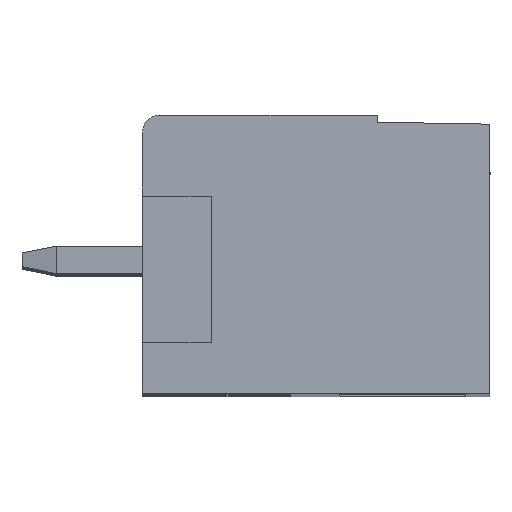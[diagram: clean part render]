
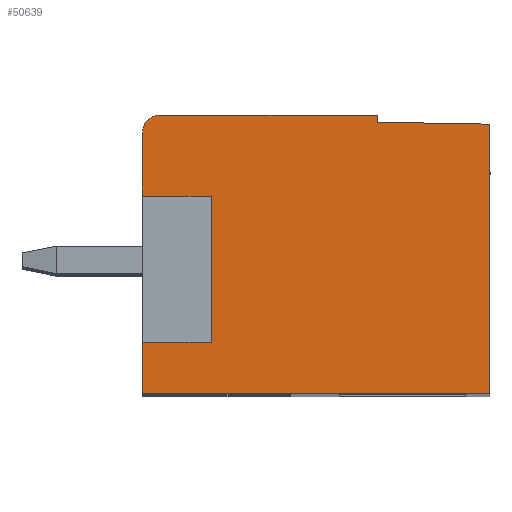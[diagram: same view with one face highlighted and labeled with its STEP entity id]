
A CAD part, top view. The second image highlights one B-rep face of the part: STEP entity #50639.
In plain terms, the highlighted planar face has unit normal (0, 0, 1).
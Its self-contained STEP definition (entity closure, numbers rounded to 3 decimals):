
#5=DIRECTION('',(0.,1.,0.));
#6=VECTOR('',#5,7.84);
#7=CARTESIAN_POINT('',(-10.615,0.099,168.212));
#8=LINE('',#7,#6);
#441=DIRECTION('',(0.,1.,0.));
#442=VECTOR('',#441,0.202);
#443=CARTESIAN_POINT('',(-13.889,7.997,168.212));
#444=LINE('',#443,#442);
#509=DIRECTION('',(0.,-1.,0.));
#510=VECTOR('',#509,1.85);
#511=CARTESIAN_POINT('',(-20.715,7.699,168.212));
#512=LINE('',#511,#510);
#525=DIRECTION('',(0.,-1.,0.));
#526=VECTOR('',#525,1.5);
#527=CARTESIAN_POINT('',(-20.715,1.599,168.212));
#528=LINE('',#527,#526);
#1805=DIRECTION('',(1.,0.,0.));
#1806=VECTOR('',#1805,10.1);
#1807=CARTESIAN_POINT('',(-20.715,0.099,
168.212));
#1808=LINE('',#1807,#1806);
#18234=DIRECTION('',(0.,1.,0.));
#18235=VECTOR('',#18234,4.25);
#18236=CARTESIAN_POINT('',(-18.715,1.599,
168.212));
#18237=LINE('',#18236,#18235);
#18238=DIRECTION('',(-1.,0.,0.));
#18239=VECTOR('',#18238,2.);
#18240=CARTESIAN_POINT('',(-18.715,5.849,
168.212));
#18241=LINE('',#18240,#18239);
#18242=CARTESIAN_POINT('',(-20.215,7.699,
168.212));
#18243=DIRECTION('',(0.,0.,-1.));
#18244=DIRECTION('',(-1.,0.,0.));
#18245=AXIS2_PLACEMENT_3D('',#18242,#18243,#18244);
#18247=DIRECTION('',(1.,0.,0.));
#18248=VECTOR('',#18247,6.326);
#18249=CARTESIAN_POINT('',(-20.215,8.199,
168.212));
#18250=LINE('',#18249,#18248);
#18251=DIRECTION('',(1.,-0.017,0.));
#18252=VECTOR('',#18251,3.274);
#18253=CARTESIAN_POINT('',(-13.889,7.997,
168.212));
#18254=LINE('',#18253,#18252);
#18255=DIRECTION('',(-1.,0.,0.));
#18256=VECTOR('',#18255,2.);
#18257=CARTESIAN_POINT('',(-18.715,1.599,
168.212));
#18258=LINE('',#18257,#18256);
#18279=CARTESIAN_POINT('',(-10.615,0.099,
168.212));
#18280=CARTESIAN_POINT('',(-10.615,7.94,
168.212));
#18281=VERTEX_POINT('',#18279);
#18282=VERTEX_POINT('',#18280);
#18355=CARTESIAN_POINT('',(-20.715,0.099,
168.212));
#18356=VERTEX_POINT('',#18355);
#18622=CARTESIAN_POINT('',(-13.889,7.997,
168.212));
#18623=VERTEX_POINT('',#18622);
#18624=CARTESIAN_POINT('',(-20.715,1.599,
168.212));
#18625=VERTEX_POINT('',#18624);
#18626=CARTESIAN_POINT('',(-18.715,1.599,
168.212));
#18627=VERTEX_POINT('',#18626);
#18628=CARTESIAN_POINT('',(-18.715,5.849,
168.212));
#18629=VERTEX_POINT('',#18628);
#18630=CARTESIAN_POINT('',(-20.715,5.849,
168.212));
#18631=VERTEX_POINT('',#18630);
#18632=CARTESIAN_POINT('',(-20.715,7.699,
168.212));
#18633=VERTEX_POINT('',#18632);
#18634=CARTESIAN_POINT('',(-20.215,8.199,
168.212));
#18635=VERTEX_POINT('',#18634);
#18636=CARTESIAN_POINT('',(-13.889,8.199,
168.212));
#18637=VERTEX_POINT('',#18636);
#50618=CARTESIAN_POINT('',(-10.615,0.099,
168.212));
#50619=DIRECTION('',(0.,0.,-1.));
#50620=DIRECTION('',(0.,1.,0.));
#50621=AXIS2_PLACEMENT_3D('',#50618,#50619,#50620);
#50622=PLANE('',#50621);
#50623=ORIENTED_EDGE('',*,*,#23919,.F.);
#50624=ORIENTED_EDGE('',*,*,#26122,.F.);
#50625=ORIENTED_EDGE('',*,*,#24404,.F.);
#50627=ORIENTED_EDGE('',*,*,#50626,.F.);
#50629=ORIENTED_EDGE('',*,*,#50628,.T.);
#50631=ORIENTED_EDGE('',*,*,#50630,.T.);
#50632=ORIENTED_EDGE('',*,*,#24396,.F.);
#50633=ORIENTED_EDGE('',*,*,#24361,.T.);
#50634=ORIENTED_EDGE('',*,*,#24346,.T.);
#50635=ORIENTED_EDGE('',*,*,#24331,.F.);
#50636=ORIENTED_EDGE('',*,*,#24316,.T.);
#50637=EDGE_LOOP('',(#50623,#50624,#50625,#50627,#50629,#50631,#50632,#50633,
#50634,#50635,#50636));
#50638=FACE_OUTER_BOUND('',#50637,.F.);
#18246=CIRCLE('',#18245,0.5);
#23919=EDGE_CURVE('',#18281,#18282,#8,.T.);
#24316=EDGE_CURVE('',#18623,#18282,#18254,.T.);
#24331=EDGE_CURVE('',#18623,#18637,#444,.T.);
#24346=EDGE_CURVE('',#18635,#18637,#18250,.T.);
#24361=EDGE_CURVE('',#18633,#18635,#18246,.T.);
#24396=EDGE_CURVE('',#18633,#18631,#512,.T.);
#24404=EDGE_CURVE('',#18625,#18356,#528,.T.);
#26122=EDGE_CURVE('',#18356,#18281,#1808,.T.);
#50626=EDGE_CURVE('',#18627,#18625,#18258,.T.);
#50628=EDGE_CURVE('',#18627,#18629,#18237,.T.);
#50630=EDGE_CURVE('',#18629,#18631,#18241,.T.);
#50639=ADVANCED_FACE('',(#50638),#50622,.F.);
